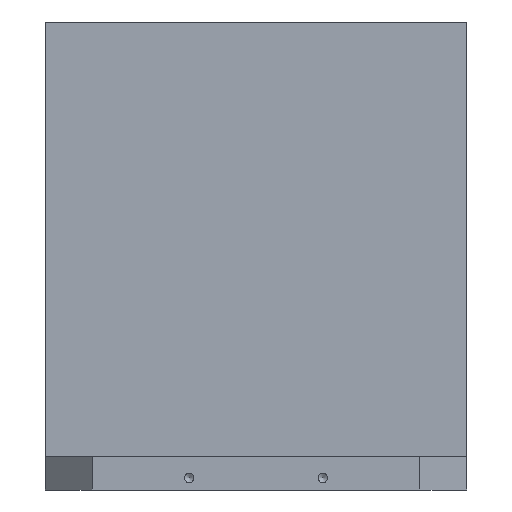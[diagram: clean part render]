
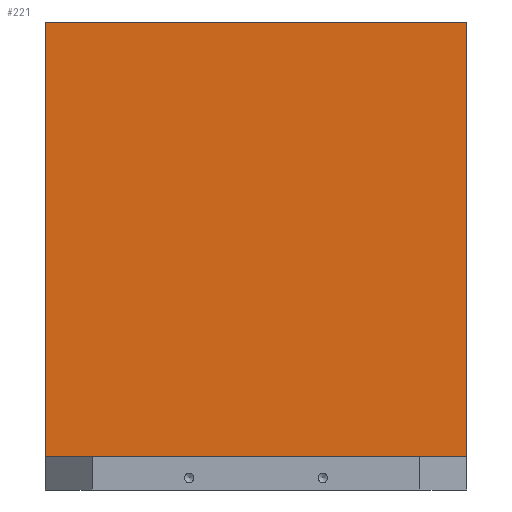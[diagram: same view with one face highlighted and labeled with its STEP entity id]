
A CAD part, front view. The second image highlights one B-rep face of the part: STEP entity #221.
In plain terms, the highlighted planar face has unit normal (0, -1, 0).
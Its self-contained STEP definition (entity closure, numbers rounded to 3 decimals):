
#221 = ADVANCED_FACE( '', ( #593 ), #594, .F. );
#593 = FACE_OUTER_BOUND( '', #1052, .T. );
#594 = PLANE( '', #1053 );
#1052 = EDGE_LOOP( '', ( #2353, #2354, #2355, #2356 ) );
#1053 = AXIS2_PLACEMENT_3D( '', #2357, #2358, #2359 );
#2353 = ORIENTED_EDGE( '', *, *, #2849, .F. );
#2354 = ORIENTED_EDGE( '', *, *, #3011, .F. );
#2355 = ORIENTED_EDGE( '', *, *, #2875, .T. );
#2356 = ORIENTED_EDGE( '', *, *, #2842, .T. );
#2357 = CARTESIAN_POINT( '', ( -315., -125., 700. ) );
#2358 = DIRECTION( '', ( 0., 1., 0. ) );
#2359 = DIRECTION( '', ( -1., 0., 0. ) );
#2842 = EDGE_CURVE( '', #3422, #3420, #3423, .T. );
#2849 = EDGE_CURVE( '', #3432, #3420, #3434, .T. );
#2875 = EDGE_CURVE( '', #3470, #3422, #3471, .T. );
#3011 = EDGE_CURVE( '', #3470, #3432, #3697, .T. );
#3420 = VERTEX_POINT( '', #4834 );
#3422 = VERTEX_POINT( '', #4837 );
#3423 = LINE( '', #4838, #4839 );
#3432 = VERTEX_POINT( '', #4852 );
#3434 = LINE( '', #4855, #4856 );
#3470 = VERTEX_POINT( '', #4906 );
#3471 = LINE( '', #4907, #4908 );
#3697 = LINE( '', #5218, #5219 );
#4834 = CARTESIAN_POINT( '', ( 315., -125., 50. ) );
#4837 = CARTESIAN_POINT( '', ( -315., -125., 50. ) );
#4838 = CARTESIAN_POINT( '', ( -315., -125., 50. ) );
#4839 = VECTOR( '', #5693, 1000. );
#4852 = CARTESIAN_POINT( '', ( 315., -125., 700. ) );
#4855 = CARTESIAN_POINT( '', ( 315., -125., 700. ) );
#4856 = VECTOR( '', #5702, 1000. );
#4906 = CARTESIAN_POINT( '', ( -315., -125., 700. ) );
#4907 = CARTESIAN_POINT( '', ( -315., -125., 700. ) );
#4908 = VECTOR( '', #5750, 1000. );
#5218 = CARTESIAN_POINT( '', ( -315., -125., 700. ) );
#5219 = VECTOR( '', #5988, 1000. );
#5693 = DIRECTION( '', ( 1., 0., 0. ) );
#5702 = DIRECTION( '', ( 0., 0., -1. ) );
#5750 = DIRECTION( '', ( 0., 0., -1. ) );
#5988 = DIRECTION( '', ( 1., 0., 0. ) );
